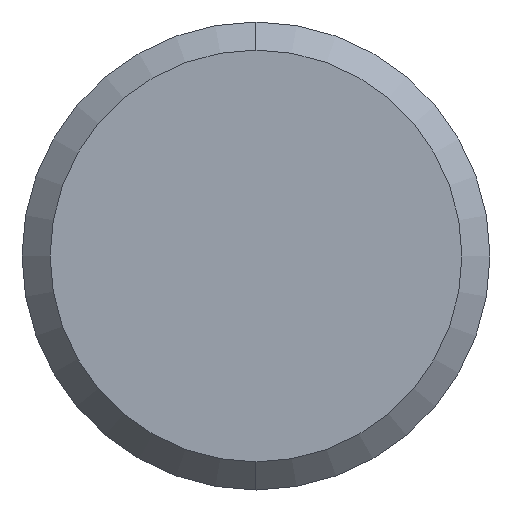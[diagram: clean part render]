
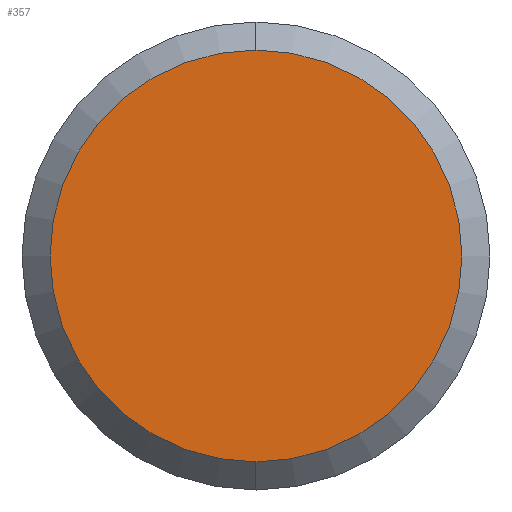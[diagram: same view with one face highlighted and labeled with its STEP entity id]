
A CAD part, left-side view. The second image highlights one B-rep face of the part: STEP entity #357.
In plain terms, the highlighted planar face has unit normal (-1, 0, 0).
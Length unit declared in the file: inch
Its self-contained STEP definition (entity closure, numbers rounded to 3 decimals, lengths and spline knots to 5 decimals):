
#28 = DIRECTION ( 'NONE',  ( 0., 0., -1. ) ) ;
#69 = ORIENTED_EDGE ( 'NONE', *, *, #277, .F. ) ;
#114 = VERTEX_POINT ( 'NONE', #197 ) ;
#117 = CARTESIAN_POINT ( 'NONE',  ( -2.0312, 0., 0. ) ) ;
#155 = CARTESIAN_POINT ( 'NONE',  ( -2.0312, 0., 0. ) ) ;
#166 = AXIS2_PLACEMENT_3D ( 'NONE', #155, #471, #512 ) ;
#175 = VERTEX_POINT ( 'NONE', #476 ) ;
#197 = CARTESIAN_POINT ( 'NONE',  ( -2.0312, 0., 0.22 ) ) ;
#217 = CARTESIAN_POINT ( 'NONE',  ( -2.0312, 0., 0. ) ) ;
#225 = AXIS2_PLACEMENT_3D ( 'NONE', #117, #606, #28 ) ;
#277 = EDGE_CURVE ( 'NONE', #114, #175, #579, .T. ) ;
#302 = EDGE_CURVE ( 'NONE', #175, #114, #480, .T. ) ;
#314 = PLANE ( 'NONE',  #166 ) ;
#357 = ADVANCED_FACE ( 'NONE', ( #651 ), #314, .T. ) ;
#371 = DIRECTION ( 'NONE',  ( 0., 0., -1. ) ) ;
#373 = EDGE_LOOP ( 'NONE', ( #452, #69 ) ) ;
#395 = AXIS2_PLACEMENT_3D ( 'NONE', #217, #426, #371 ) ;
#426 = DIRECTION ( 'NONE',  ( 1., 0., 0. ) ) ;
#452 = ORIENTED_EDGE ( 'NONE', *, *, #302, .F. ) ;
#471 = DIRECTION ( 'NONE',  ( -1., 0., 0. ) ) ;
#476 = CARTESIAN_POINT ( 'NONE',  ( -2.0312, 0., -0.22 ) ) ;
#480 = CIRCLE ( 'NONE', #225, 0.22 ) ;
#512 = DIRECTION ( 'NONE',  ( 0., 0., 1. ) ) ;
#579 = CIRCLE ( 'NONE', #395, 0.22 ) ;
#606 = DIRECTION ( 'NONE',  ( 1., 0., 0. ) ) ;
#651 = FACE_OUTER_BOUND ( 'NONE', #373, .T. ) ;
